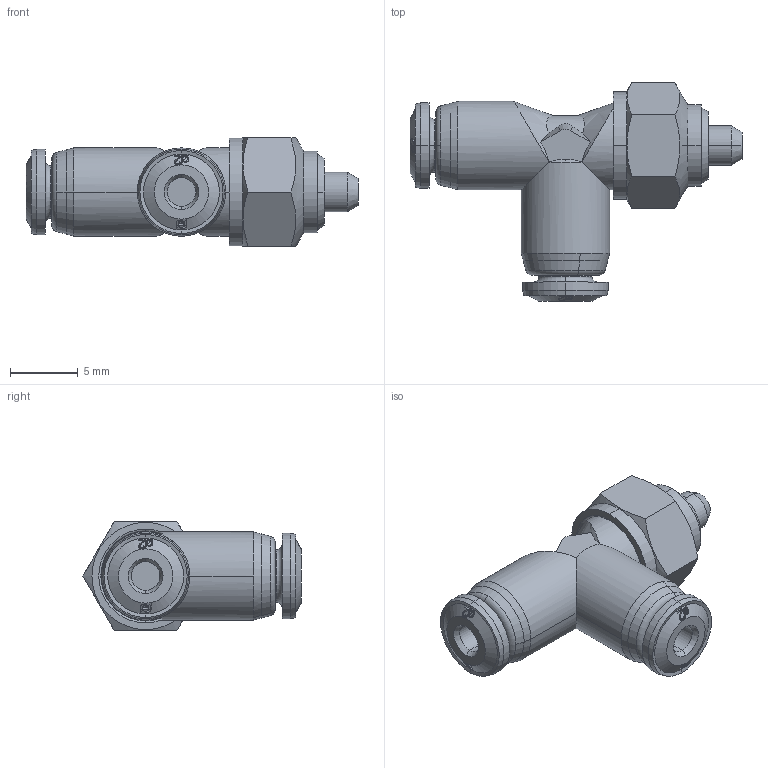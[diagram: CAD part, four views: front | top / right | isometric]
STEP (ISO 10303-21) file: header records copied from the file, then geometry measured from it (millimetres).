
FILE_DESCRIPTION (( 'STEP AP214' ), '1' );
FILE_NAME ('5622500001.step', '2012-10-22T17:00:44', ( '' ), ( '' ), 'SwSTEP 2.0', 'SolidWorks 2012', '' );
FILE_SCHEMA (( 'AUTOMOTIVE_DESIGN' ));
Length unit declared in the file: millimetre
Products named in the file (1): 5622500001
Bounding box: 24.45 x 16.07 x 8 mm (x, y, z)
Volume: 1011 mm3; surface area: 935.7 mm2
Topology: 2 solids, 2 shells, 239 faces, 624 edges, 407 vertices
Faces by surface type: bspline 106, cone 63, cylinder 29, plane 27, torus 14
Entity records: 13588 total; most frequent: CARTESIAN_POINT 6036, ORIENTED_EDGE 1248, EDGE_CURVE 624, DIRECTION 623, VERTEX_POINT 407, B_SPLINE_CURVE_WITH_KNOTS 392, AXIS2_PLACEMENT_3D 265, EDGE_LOOP 259
